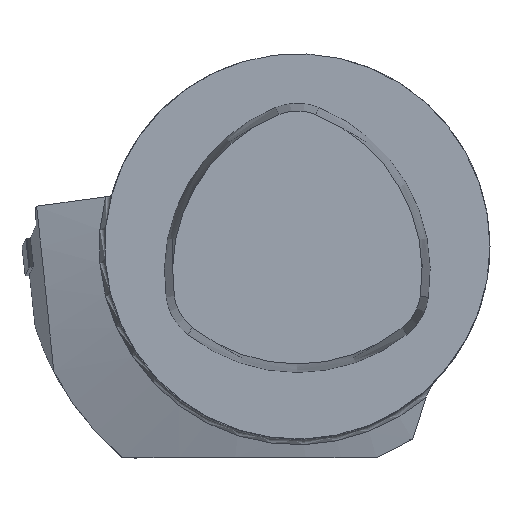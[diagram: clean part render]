
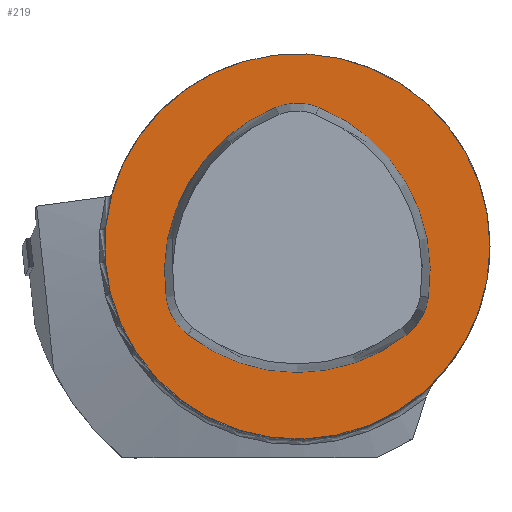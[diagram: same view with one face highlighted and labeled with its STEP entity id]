
A CAD part, top view. The second image highlights one B-rep face of the part: STEP entity #219.
In plain terms, the highlighted planar face has unit normal (0, 0, 1).
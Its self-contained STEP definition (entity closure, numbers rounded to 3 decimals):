
#119=FACE_BOUND('',#399,.T.);
#120=FACE_BOUND('',#400,.T.);
#146=CIRCLE('',#1349,31.5);
#155=CIRCLE('',#1367,29.);
#156=CIRCLE('',#1368,9.4);
#157=CIRCLE('',#1369,29.);
#158=CIRCLE('',#1370,9.4);
#159=CIRCLE('',#1371,29.);
#160=CIRCLE('',#1372,9.4);
#219=ADVANCED_FACE('',(#119,#120),#282,.T.);
#282=PLANE('',#1373);
#399=EDGE_LOOP('',(#537));
#400=EDGE_LOOP('',(#538,#539,#540,#541,#542,#543));
#537=ORIENTED_EDGE('',*,*,#944,.T.);
#538=ORIENTED_EDGE('',*,*,#966,.F.);
#539=ORIENTED_EDGE('',*,*,#967,.F.);
#540=ORIENTED_EDGE('',*,*,#968,.F.);
#541=ORIENTED_EDGE('',*,*,#969,.F.);
#542=ORIENTED_EDGE('',*,*,#970,.F.);
#543=ORIENTED_EDGE('',*,*,#971,.F.);
#826=VERTEX_POINT('',#1943);
#846=VERTEX_POINT('',#2030);
#847=VERTEX_POINT('',#2031);
#848=VERTEX_POINT('',#2033);
#849=VERTEX_POINT('',#2035);
#850=VERTEX_POINT('',#2037);
#851=VERTEX_POINT('',#2039);
#944=EDGE_CURVE('',#826,#826,#146,.T.);
#966=EDGE_CURVE('',#846,#847,#155,.T.);
#967=EDGE_CURVE('',#848,#846,#156,.T.);
#968=EDGE_CURVE('',#849,#848,#157,.T.);
#969=EDGE_CURVE('',#850,#849,#158,.T.);
#970=EDGE_CURVE('',#851,#850,#159,.T.);
#971=EDGE_CURVE('',#847,#851,#160,.T.);
#1349=AXIS2_PLACEMENT_3D('',#1942,#1530,#1531);
#1367=AXIS2_PLACEMENT_3D('',#2029,#1570,#1571);
#1368=AXIS2_PLACEMENT_3D('',#2032,#1572,#1573);
#1369=AXIS2_PLACEMENT_3D('',#2034,#1574,#1575);
#1370=AXIS2_PLACEMENT_3D('',#2036,#1576,#1577);
#1371=AXIS2_PLACEMENT_3D('',#2038,#1578,#1579);
#1372=AXIS2_PLACEMENT_3D('',#2040,#1580,#1581);
#1373=AXIS2_PLACEMENT_3D('',#2041,#1582,#1583);
#1530=DIRECTION('',(0.,0.,1.));
#1531=DIRECTION('',(1.,0.,0.));
#1570=DIRECTION('',(0.,0.,1.));
#1571=DIRECTION('',(1.,0.,0.));
#1572=DIRECTION('',(0.,0.,1.));
#1573=DIRECTION('',(1.,0.,0.));
#1574=DIRECTION('',(0.,0.,1.));
#1575=DIRECTION('',(1.,0.,0.));
#1576=DIRECTION('',(0.,0.,1.));
#1577=DIRECTION('',(1.,0.,0.));
#1578=DIRECTION('',(0.,0.,1.));
#1579=DIRECTION('',(1.,0.,0.));
#1580=DIRECTION('',(0.,0.,1.));
#1581=DIRECTION('',(1.,0.,0.));
#1582=DIRECTION('',(0.,0.,1.));
#1583=DIRECTION('',(-1.,0.,0.));
#1942=CARTESIAN_POINT('',(0.,0.,0.));
#1943=CARTESIAN_POINT('',(31.5,0.,0.));
#2029=CARTESIAN_POINT('',(7.275,-4.2,0.));
#2030=CARTESIAN_POINT('',(-3.489,22.729,0.));
#2031=CARTESIAN_POINT('',(-21.428,-8.343,0.));
#2032=CARTESIAN_POINT('',(0.,14.,0.));
#2033=CARTESIAN_POINT('',(3.489,22.729,0.));
#2034=CARTESIAN_POINT('',(-7.275,-4.2,0.));
#2035=CARTESIAN_POINT('',(21.428,-8.343,0.));
#2036=CARTESIAN_POINT('',(12.124,-7.,0.));
#2037=CARTESIAN_POINT('',(17.939,-14.386,0.));
#2038=CARTESIAN_POINT('',(0.,8.4,0.));
#2039=CARTESIAN_POINT('',(-17.939,-14.386,0.));
#2040=CARTESIAN_POINT('',(-12.124,-7.,0.));
#2041=CARTESIAN_POINT('',(0.,0.,0.));
